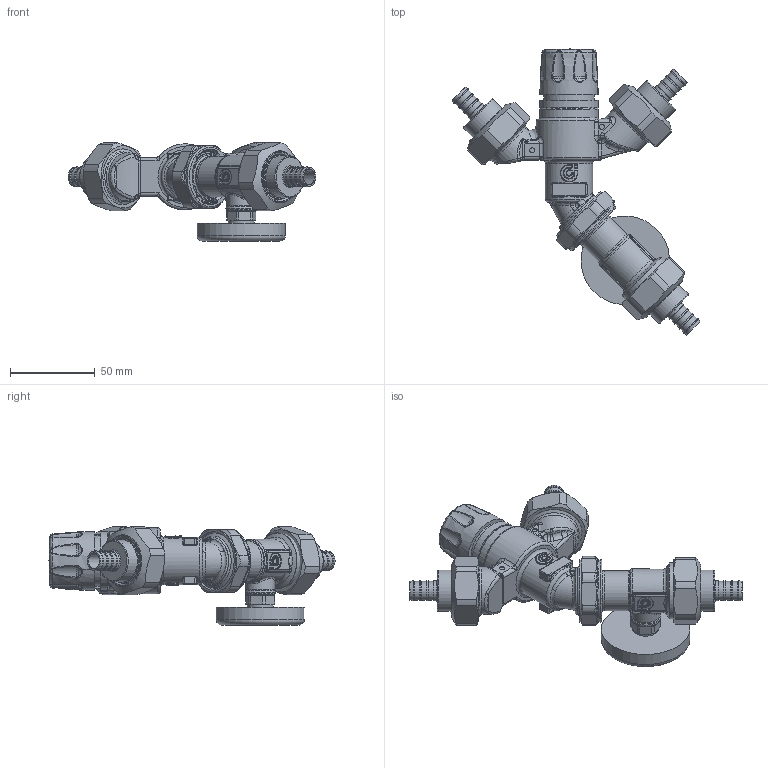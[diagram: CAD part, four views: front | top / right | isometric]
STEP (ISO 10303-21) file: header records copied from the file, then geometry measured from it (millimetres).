
FILE_DESCRIPTION(/* description */ (''),/* implementation_level */ '2;1');
FILE_NAME(/* name */ '520414A.stp',/* time_stamp */ '2025-07-09T08:36:16-05:00',/* author */ ('ischreiner'),/* organization */ (''),/* preprocessor_version */ 'ST-DEVELOPER v20',/* originating_system */ 'Autodesk Inventor 2024',/* authorisation */ '');
FILE_SCHEMA (('AUTOMOTIVE_DESIGN { 1 0 10303 214 3 1 1 }'));
Products named in the file (5): 520414A; New 520051A body; F0002151 PEX crimp 0.5 tailpiece; F61008 - 1 inch union nut; NA10358_Simplify_1
Assembly tree (8 placements, depth 2):
  520414A
    New 520051A body
    F0002151 PEX crimp 0.5 tailpiece  x3
    F61008 - 1 inch union nut  x3
    NA10358_Simplify_1
Bounding box: 146.39 x 168.92 x 57.97 mm (x, y, z)
Volume: 228345.6 mm3; surface area: 68228.2 mm2
Topology: 12 solids, 12 shells, 1534 faces, 3495 edges, 1916 vertices
Faces by surface type: cylinder 479, bspline 404, plane 261, torus 202, sphere 112, cone 76
Full cylindrical faces by diameter (mm): 3 x2, 9.017 x4, 11.176 x10, 11.227 x1, 11.963 x12, 12.954 x1, 13.6 x1, 15.24 x1, 15.875 x1, 17 x1, 18 x1, 20.066 x3, 23.5 x1, 24 x1, 24.435 x3, 26.452 x3, 26.924 x3, 27.7 x1, 28 x2, 29.6 x1, 29.972 x3, 30.302 x3, 30.5 x1, 33.1 x4, 34.5 x1, 37 x2, 52.324 x1
Entity records: 76153 total; most frequent: CARTESIAN_POINT 46568, ORIENTED_EDGE 6184, DIRECTION 5727, EDGE_CURVE 3092, AXIS2_PLACEMENT_3D 2458, VERTEX_POINT 1747, EDGE_LOOP 1457, FACE_OUTER_BOUND 1406
